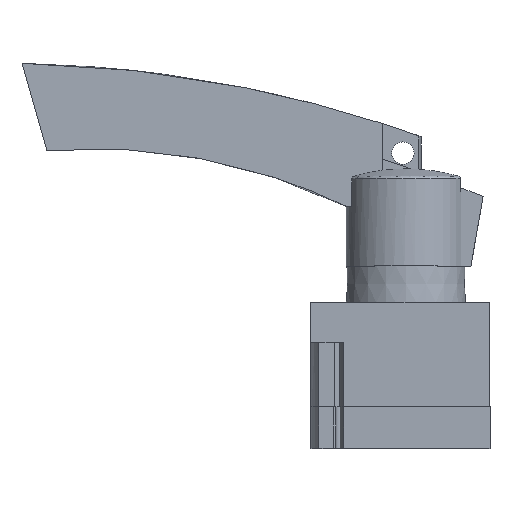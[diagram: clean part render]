
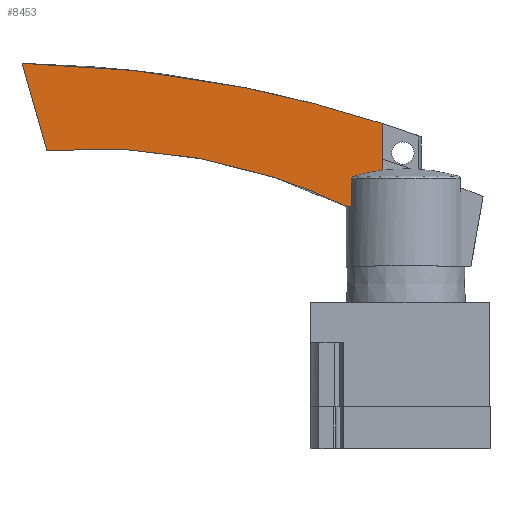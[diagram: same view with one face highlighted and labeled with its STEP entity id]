
A CAD part, top view. The second image highlights one B-rep face of the part: STEP entity #8453.
In plain terms, the highlighted planar face has unit normal (0.013, 0, 1).
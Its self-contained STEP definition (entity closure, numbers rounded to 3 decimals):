
#37=ELLIPSE('',#10020,421.037,421.);
#38=ELLIPSE('',#10023,195.017,195.);
#164=B_SPLINE_CURVE_WITH_KNOTS('',3,(#15314,#15315,#15316,#15317),
 .UNSPECIFIED.,.F.,.F.,(4,4),(0.,0.001),
 .UNSPECIFIED.);
#994=LINE('',#15224,#1706);
#1011=LINE('',#15284,#1723);
#1016=LINE('',#15325,#1728);
#1022=LINE('',#15353,#1734);
#1706=VECTOR('',#12311,1000.);
#1723=VECTOR('',#12344,1000.);
#1728=VECTOR('',#12375,1000.);
#1734=VECTOR('',#12411,1000.);
#3893=ORIENTED_EDGE('',*,*,#5233,.T.);
#3894=ORIENTED_EDGE('',*,*,#5237,.T.);
#3895=ORIENTED_EDGE('',*,*,#5222,.F.);
#3896=ORIENTED_EDGE('',*,*,#5251,.T.);
#3897=ORIENTED_EDGE('',*,*,#5253,.T.);
#3898=ORIENTED_EDGE('',*,*,#5254,.F.);
#3899=ORIENTED_EDGE('',*,*,#5238,.T.);
#3900=ORIENTED_EDGE('',*,*,#5198,.F.);
#5198=EDGE_CURVE('',#6033,#6034,#994,.T.);
#5222=EDGE_CURVE('',#6057,#6058,#1011,.T.);
#5233=EDGE_CURVE('',#6033,#6064,#164,.T.);
#5237=EDGE_CURVE('',#6064,#6058,#6433,.T.);
#5238=EDGE_CURVE('',#6065,#6034,#1016,.T.);
#5251=EDGE_CURVE('',#6057,#6071,#37,.F.);
#5253=EDGE_CURVE('',#6071,#6072,#1022,.T.);
#5254=EDGE_CURVE('',#6065,#6072,#38,.F.);
#6033=VERTEX_POINT('',#15223);
#6034=VERTEX_POINT('',#15225);
#6057=VERTEX_POINT('',#15283);
#6058=VERTEX_POINT('',#15285);
#6064=VERTEX_POINT('',#15313);
#6065=VERTEX_POINT('',#15326);
#6071=VERTEX_POINT('',#15348);
#6072=VERTEX_POINT('',#15354);
#6433=CIRCLE('',#10006,64.501);
#7019=EDGE_LOOP('',(#3893,#3894,#3895,#3896,#3897,#3898,#3899,#3900));
#7639=FACE_BOUND('',#7019,.T.);
#7978=PLANE('',#10022);
#8453=ADVANCED_FACE('',(#7639),#7978,.F.);
#10006=AXIS2_PLACEMENT_3D('',#15323,#12371,#12372);
#10020=AXIS2_PLACEMENT_3D('',#15349,#12404,#12405);
#10022=AXIS2_PLACEMENT_3D('',#15352,#12409,#12410);
#10023=AXIS2_PLACEMENT_3D('',#15355,#12412,#12413);
#12311=DIRECTION('',(0.,-1.,0.));
#12344=DIRECTION('',(0.,-1.,0.));
#12371=DIRECTION('',(-0.013,0.,-1.));
#12372=DIRECTION('',(-1.,0.,0.013));
#12375=DIRECTION('',(1.,0.,-0.013));
#12404=DIRECTION('',(-0.013,0.,-1.));
#12405=DIRECTION('',(1.,0.,-0.013));
#12409=DIRECTION('',(-0.013,0.,-1.));
#12410=DIRECTION('',(-1.,0.,0.013));
#12411=DIRECTION('',(0.276,-0.961,-0.004));
#12412=DIRECTION('',(-0.013,0.,-1.));
#12413=DIRECTION('',(1.,0.,-0.013));
#15223=CARTESIAN_POINT('',(-18.204,29.215,8.284));
#15224=CARTESIAN_POINT('',(-18.204,0.,8.284));
#15225=CARTESIAN_POINT('',(-18.204,20.,8.284));
#15283=CARTESIAN_POINT('',(-8.,47.839,8.149));
#15284=CARTESIAN_POINT('',(-8.,70.,8.149));
#15285=CARTESIAN_POINT('',(-8.,32.089,8.149));
#15313=CARTESIAN_POINT('',(-17.433,30.17,8.274));
#15314=CARTESIAN_POINT('',(-18.204,29.215,8.284));
#15315=CARTESIAN_POINT('',(-18.204,29.658,8.284));
#15316=CARTESIAN_POINT('',(-17.859,30.049,8.28));
#15317=CARTESIAN_POINT('',(-17.433,30.17,8.274));
#15323=CARTESIAN_POINT('',(0.107,-31.9,8.042));
#15325=CARTESIAN_POINT('',(-128.8,20.,9.75));
#15326=CARTESIAN_POINT('',(-20.,20.,8.308));
#15348=CARTESIAN_POINT('',(-128.8,68.,9.75));
#15349=CARTESIAN_POINT('',(-136.967,-352.921,9.858));
#15352=CARTESIAN_POINT('',(-128.8,70.,9.75));
#15353=CARTESIAN_POINT('',(-129.33,69.848,9.757));
#15354=CARTESIAN_POINT('',(-120.427,38.8,9.639));
#15355=CARTESIAN_POINT('',(-104.841,-155.576,9.433));
